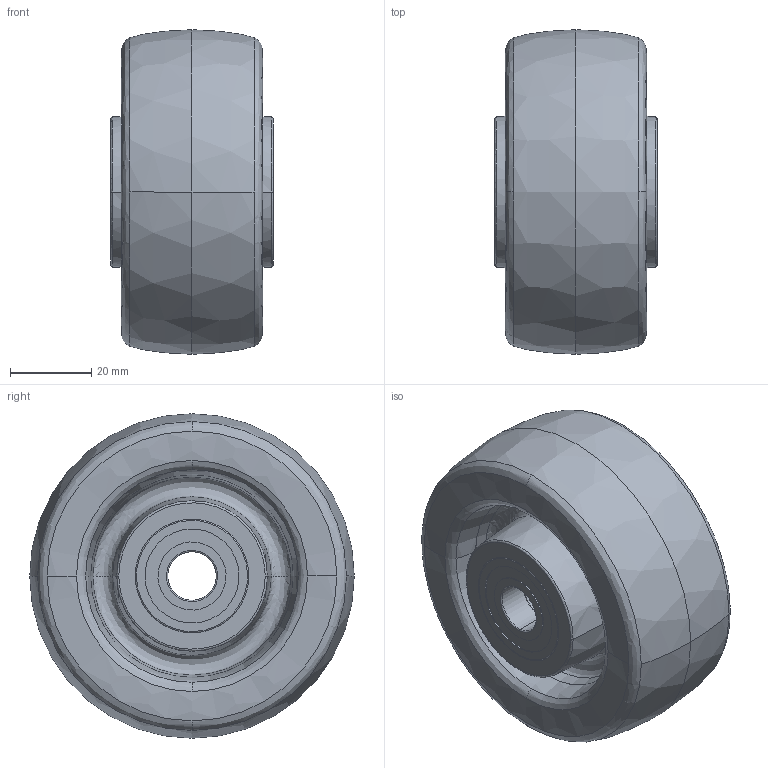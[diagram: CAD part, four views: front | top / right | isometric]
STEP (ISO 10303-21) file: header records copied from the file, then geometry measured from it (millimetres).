
FILE_DESCRIPTION (( 'STEP AP214' ), '1' );
FILE_NAME ('0015426.step', '2022-05-24T08:24:00', ( '' ), ( '' ), 'SwSTEP 2.0', 'SolidWorks 2020', '' );
FILE_SCHEMA (( 'AUTOMOTIVE_DESIGN' ));
Length unit declared in the file: millimetre
Products named in the file (1): 0015426
Bounding box: 40.1 x 80 x 80 mm (x, y, z)
Volume: 142537.5 mm3; surface area: 55384.3 mm2
Topology: 13 solids, 13 shells, 386 faces, 982 edges, 622 vertices
Faces by surface type: bspline 172, cone 64, cylinder 64, plane 50, torus 36
Entity records: 20407 total; most frequent: CARTESIAN_POINT 7660, ORIENTED_EDGE 1964, DIRECTION 1535, EDGE_CURVE 982, AXIS2_PLACEMENT_3D 697, VERTEX_POINT 622, CIRCLE 482, EDGE_LOOP 412
